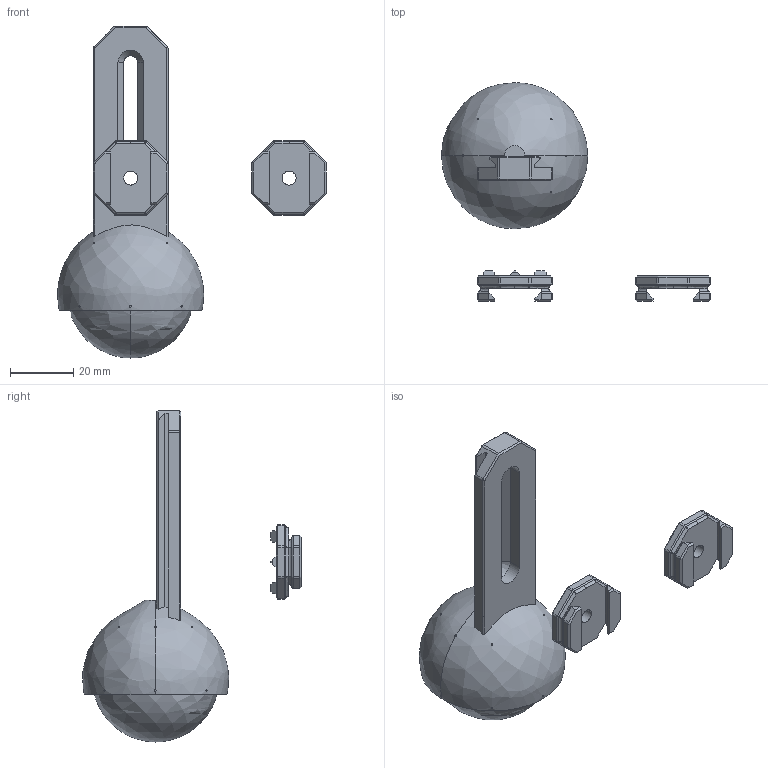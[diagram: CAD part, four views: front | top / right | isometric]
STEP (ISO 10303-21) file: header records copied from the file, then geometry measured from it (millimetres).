
FILE_DESCRIPTION(/* description */ (''),/* implementation_level */ '2;1');
FILE_NAME(/* name */ 'omni_v12',/* time_stamp */ '2019-06-11T11:49:26-03:00',/* author */ (''),/* organization */ (''),/* preprocessor_version */ 'ST-DEVELOPER v16.5',/* originating_system */ '',/* authorisation */ '');
FILE_SCHEMA (('AUTOMOTIVE_DESIGN'));
Length unit declared in the file: millimetre
Products named in the file (1): Document
Bounding box: 84.88 x 69.05 x 104.78 mm (x, y, z)
Volume: 50718.6 mm3; surface area: 20773.6 mm2
Topology: 4 solids, 4 shells, 515 faces, 1268 edges, 742 vertices
Faces by surface type: plane 295, bspline 220
Entity records: 19493 total; most frequent: CARTESIAN_POINT 11556, ORIENTED_EDGE 2424, EDGE_CURVE 1212, B_SPLINE_CURVE_WITH_KNOTS 966, VERTEX_POINT 746, EDGE_LOOP 558, ADVANCED_FACE 515, FACE_OUTER_BOUND 515
